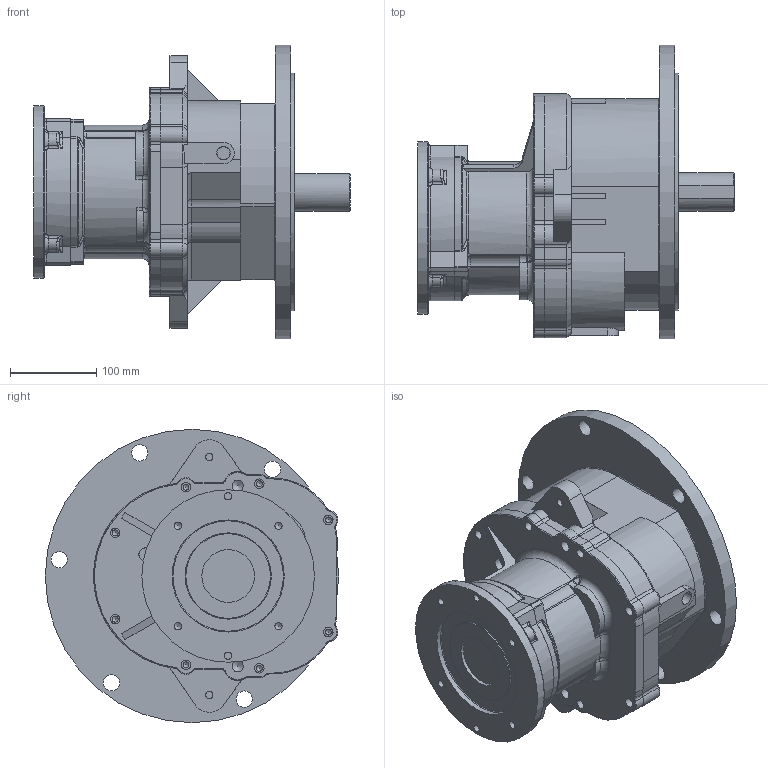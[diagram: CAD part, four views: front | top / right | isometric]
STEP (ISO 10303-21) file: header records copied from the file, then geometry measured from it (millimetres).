
FILE_DESCRIPTION (( 'STEP AP214' ), '1' );
FILE_NAME ('EK2DO07891H001_F1VF_1.5KW_R40.stp', '2022-07-04T05:08:10', ( 'Windows 餌辨濠' ), ( '' ), 'SwSTEP 2.0', 'SolidWorks 2021', '' );
FILE_SCHEMA (( 'AUTOMOTIVE_DESIGN' ));
Length unit declared in the file: millimetre
Products named in the file (5): DKA0102467_CASING; DKA0800222_BRACKET; DKG1300339__1.5; 17_15; EK2DO07891H001_F1VF_1.5KW_R40
Assembly tree (4 placements, depth 2):
  EK2DO07891H001_F1VF_1.5KW_R40
    DKA0102467_CASING
    17_15
    DKG1300339__1.5
    DKA0800222_BRACKET
Bounding box: 367 x 340 x 340 mm (x, y, z)
Volume: 10056136.4 mm3; surface area: 718276.5 mm2
Topology: 4 solids, 4 shells, 698 faces, 1766 edges, 1076 vertices
Faces by surface type: cylinder 284, torus 166, plane 142, bspline 54, cone 46, sphere 6
Full cylindrical faces by diameter (mm): 2.7 x2, 6.8 x11, 8.5 x8, 9 x3, 11 x8, 13 x4, 19 x6, 45 x1, 50 x1, 61 x1, 98 x1, 130 x1, 200 x1, 255 x1, 275 x1, 340 x1
Entity records: 25526 total; most frequent: CARTESIAN_POINT 8785, DIRECTION 3600, ORIENTED_EDGE 3270, EDGE_CURVE 1635, AXIS2_PLACEMENT_3D 1545, VERTEX_POINT 1035, CIRCLE 894, EDGE_LOOP 836
